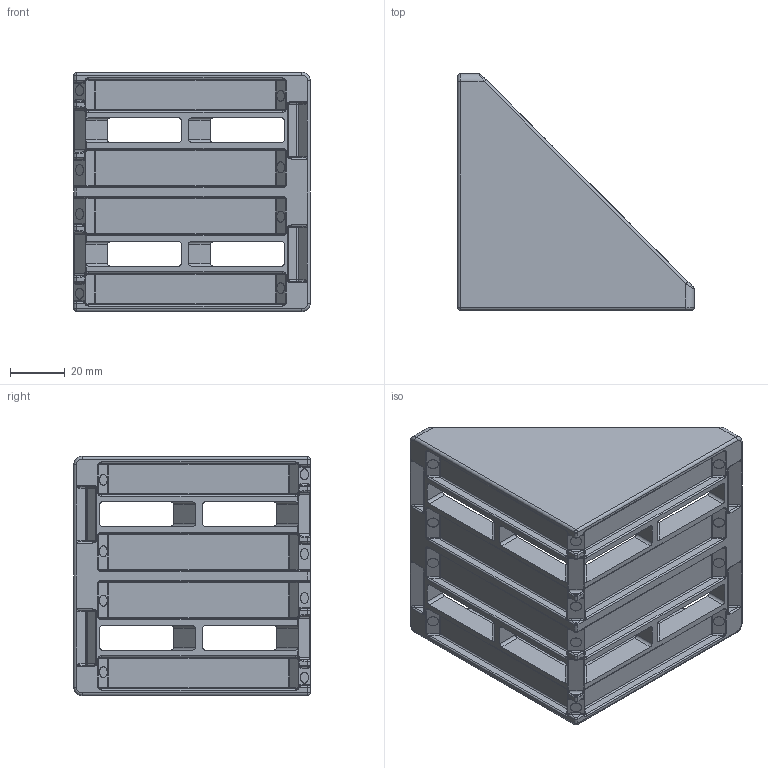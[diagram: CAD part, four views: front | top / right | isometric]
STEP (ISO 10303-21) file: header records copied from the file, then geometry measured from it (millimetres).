
FILE_DESCRIPTION (( 'STEP AP203' ), '1' );
FILE_NAME ('084.305.034.STEP', '2015-05-14T12:55:36', ( '' ), ( '' ), 'SwSTEP 2.0', 'SolidWorks 2012', '' );
FILE_SCHEMA (( 'CONFIG_CONTROL_DESIGN' ));
Length unit declared in the file: millimetre
Products named in the file (1): 084.305.034
Bounding box: 86 x 86 x 87 mm (x, y, z)
Volume: 106685.1 mm3; surface area: 48253.7 mm2
Topology: 1 solids, 1 shells, 722 faces, 1713 edges, 939 vertices
Faces by surface type: cylinder 296, plane 150, bspline 132, sphere 96, torus 48
Entity records: 22533 total; most frequent: CARTESIAN_POINT 7203, ORIENTED_EDGE 3286, DIRECTION 3204, EDGE_CURVE 1643, AXIS2_PLACEMENT_3D 1266, VERTEX_POINT 931, EDGE_LOOP 746, ADVANCED_FACE 722
